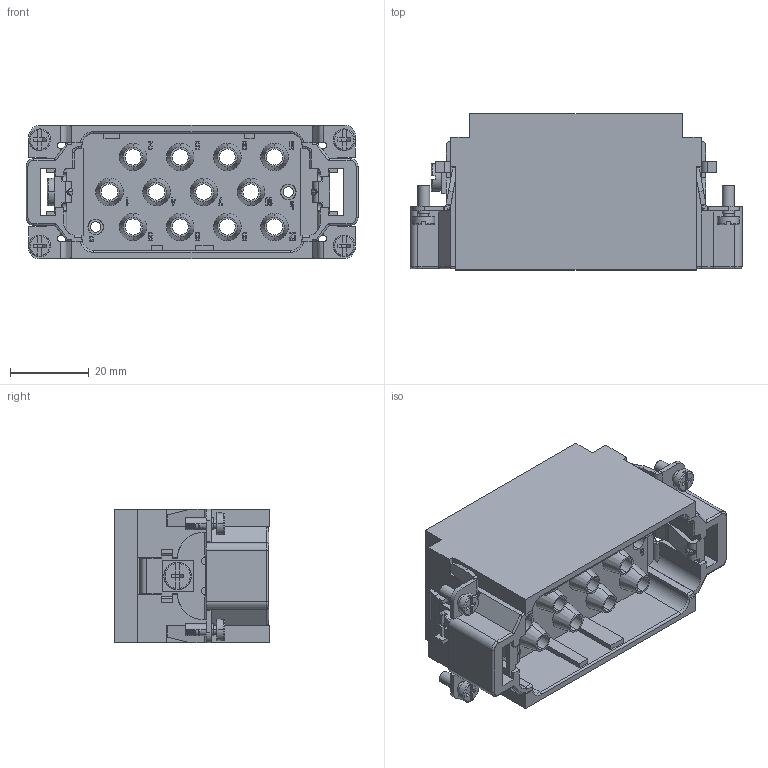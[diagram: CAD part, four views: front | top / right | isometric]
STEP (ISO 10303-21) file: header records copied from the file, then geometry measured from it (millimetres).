
FILE_DESCRIPTION((''),'2;1');
FILE_NAME('HK-012-M-0001______________','2017-09-06T',('tl.yang'),(''),'PRO/ENGINEER BY PARAMETRIC TECHNOLOGY CORPORATION, 2011500','PRO/ENGINEER BY PARAMETRIC TECHNOLOGY CORPORATION, 2011500','');
FILE_SCHEMA(('CONFIG_CONTROL_DESIGN'));
Products named in the file (1): HK-012-M-0001______________
Bounding box: 84.5 x 39.7 x 34 mm (x, y, z)
Volume: 58125.8 mm3; surface area: 26143.8 mm2
Topology: 1 solids, 4 shells, 1577 faces, 4601 edges, 3079 vertices
Faces by surface type: plane 1230, cylinder 197, bspline 76, cone 32, torus 32, sphere 8, extrusion 2
Entity records: 55414 total; most frequent: CARTESIAN_POINT 13660, ORIENTED_EDGE 9186, DIRECTION 7874, EDGE_CURVE 4593, VECTOR 3744, LINE 3742, VERTEX_POINT 3079, AXIS2_PLACEMENT_3D 2065
